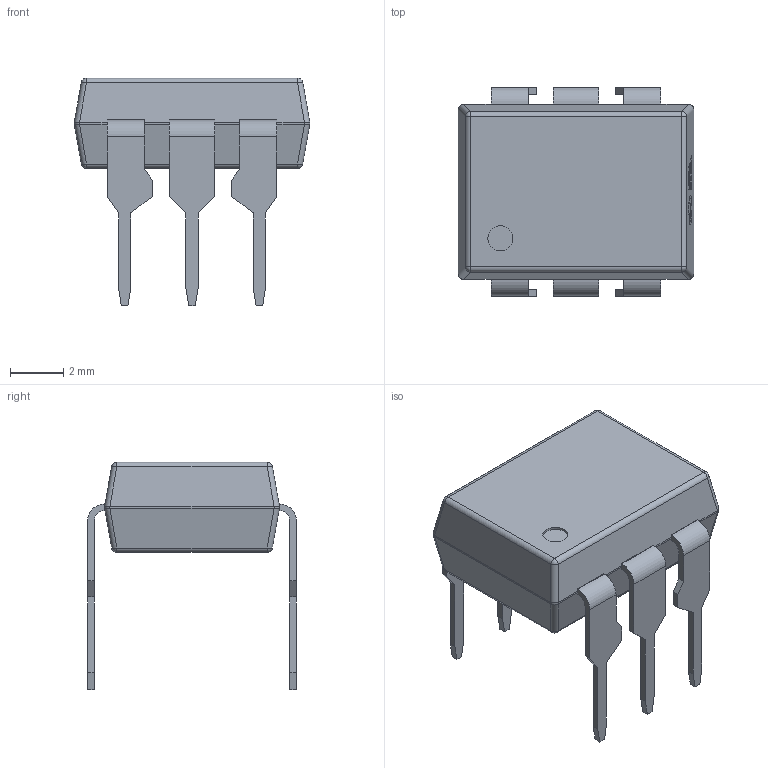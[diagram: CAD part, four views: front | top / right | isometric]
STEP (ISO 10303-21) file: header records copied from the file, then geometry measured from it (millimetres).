
FILE_DESCRIPTION (( 'STEP AP214' ), '1' );
FILE_NAME ('錨璃1.STEP', '2025-02-24T03:51:57', ( '' ), ( '' ), 'SwSTEP 2.0', 'SolidWorks 2021', '' );
FILE_SCHEMA (( 'AUTOMOTIVE_DESIGN' ));
Length unit declared in the file: millimetre
Products named in the file (1): 錨璃1
Bounding box: 8.88 x 7.87 x 8.58 mm (x, y, z)
Volume: 194.1 mm3; surface area: 302.6 mm2
Topology: 1 solids, 1 shells, 373 faces, 1015 edges, 663 vertices
Faces by surface type: plane 223, bspline 98, cylinder 40, sphere 12
Entity records: 16276 total; most frequent: CARTESIAN_POINT 3355, ORIENTED_EDGE 2026, DIRECTION 1445, EDGE_CURVE 1013, LINE 733, VECTOR 733, VERTEX_POINT 662, EDGE_LOOP 393
